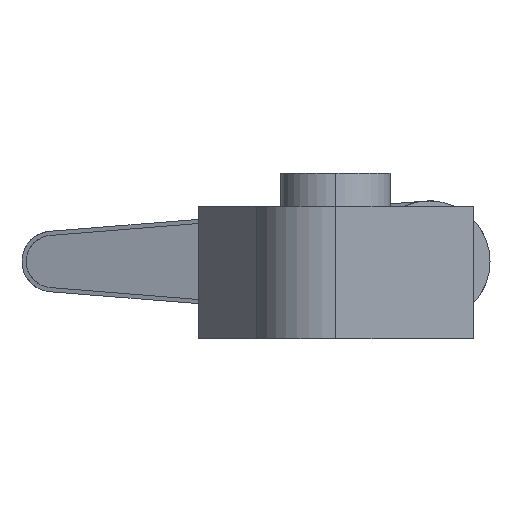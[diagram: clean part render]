
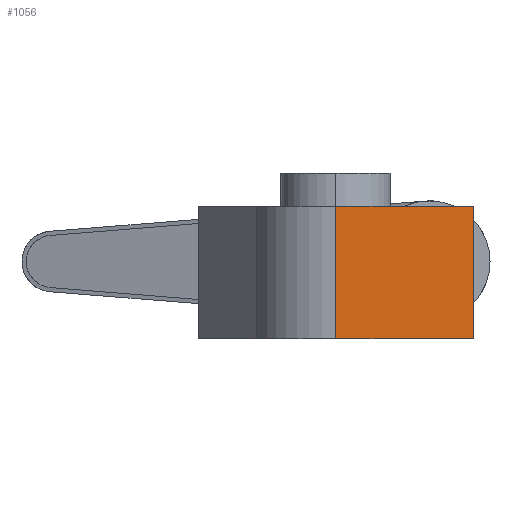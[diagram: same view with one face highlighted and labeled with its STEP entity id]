
A CAD part, left-side view. The second image highlights one B-rep face of the part: STEP entity #1056.
In plain terms, the highlighted planar face has unit normal (-1, 0, 0).
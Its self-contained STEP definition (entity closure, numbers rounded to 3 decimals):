
#446=VERTEX_POINT('',#1249);
#748=VERTEX_POINT('',#1584);
#826=EDGE_CURVE('',#748,#446,#1674,.T.);
#914=EDGE_CURVE('',#748,#950,#1773,.T.);
#950=VERTEX_POINT('',#1814);
#1010=VERTEX_POINT('',#1885);
#1056=ADVANCED_FACE('',(#1933),#1934,.T.);
#1166=EDGE_CURVE('',#950,#1010,#2056,.T.);
#1180=EDGE_CURVE('',#1010,#446,#2073,.T.);
#1249=CARTESIAN_POINT('',(-15.0,0.0,24.0));
#1584=CARTESIAN_POINT('',(-15.0,0.0,0.0));
#1674=LINE('',#2726,#2727);
#1773=LINE('',#2859,#2860);
#1814=CARTESIAN_POINT('',(-15.0,-25.0,0.0));
#1885=CARTESIAN_POINT('',(-15.0,-25.0,24.0));
#1933=FACE_OUTER_BOUND('',#3137,.T.);
#1934=PLANE('',#3138);
#2056=LINE('',#3290,#3291);
#2073=LINE('',#3316,#3317);
#2726=CARTESIAN_POINT('',(-15.0,0.0,0.0));
#2727=VECTOR('',#3906,1.0);
#2859=CARTESIAN_POINT('',(-15.0,0.0,0.0));
#2860=VECTOR('',#4017,1.0);
#3137=EDGE_LOOP('',(#4195,#4196,#4197,#4198));
#3138=AXIS2_PLACEMENT_3D('',#4199,#4200,#4201);
#3290=CARTESIAN_POINT('',(-15.0,-25.0,0.0));
#3291=VECTOR('',#4312,1.0);
#3316=CARTESIAN_POINT('',(-15.0,0.0,24.0));
#3317=VECTOR('',#4339,1.0);
#3906=DIRECTION('',(0.0,0.0,1.0));
#4017=DIRECTION('',(0.0,-1.0,0.0));
#4195=ORIENTED_EDGE('',*,*,#1180,.T.);
#4196=ORIENTED_EDGE('',*,*,#826,.F.);
#4197=ORIENTED_EDGE('',*,*,#914,.T.);
#4198=ORIENTED_EDGE('',*,*,#1166,.T.);
#4199=CARTESIAN_POINT('',(-15.0,-25.0,0.0));
#4200=DIRECTION('',(-1.0,0.0,0.0));
#4201=DIRECTION('',(0.0,0.0,1.0));
#4312=DIRECTION('',(0.0,0.0,1.0));
#4339=DIRECTION('',(0.0,1.0,0.0));
